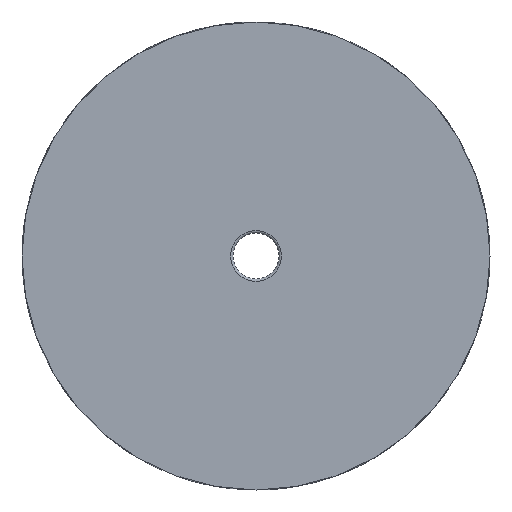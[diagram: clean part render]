
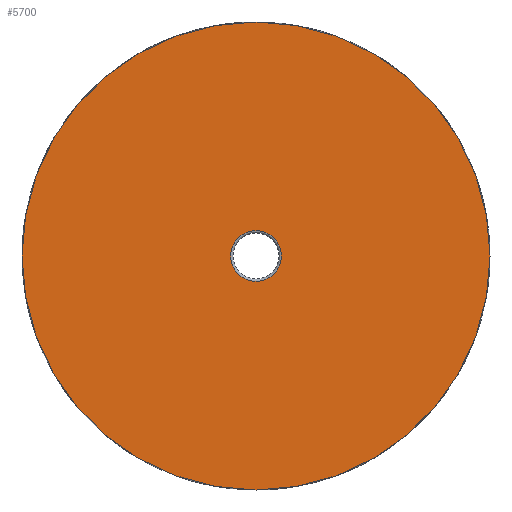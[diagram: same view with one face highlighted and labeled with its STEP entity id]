
A CAD part, front view. The second image highlights one B-rep face of the part: STEP entity #5700.
In plain terms, the highlighted planar face has unit normal (0, -1, 0).
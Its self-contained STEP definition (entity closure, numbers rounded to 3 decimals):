
#348=FACE_BOUND('',#759,.T.);
#350=PLANE('',#6111);
#386=FACE_OUTER_BOUND('',#758,.T.);
#758=EDGE_LOOP('',(#3740));
#759=EDGE_LOOP('',(#3741));
#1919=CIRCLE('',#6109,3.3);
#1921=CIRCLE('',#6112,30.5);
#2122=VERTEX_POINT('',#6971);
#2123=VERTEX_POINT('',#6975);
#2741=EDGE_CURVE('',#2122,#2122,#1919,.T.);
#2743=EDGE_CURVE('',#2123,#2123,#1921,.T.);
#3740=ORIENTED_EDGE('',*,*,#2743,.F.);
#3741=ORIENTED_EDGE('',*,*,#2741,.F.);
#5700=ADVANCED_FACE('',(#386,#348),#350,.T.);
#6109=AXIS2_PLACEMENT_3D('',#6972,#6400,#6401);
#6111=AXIS2_PLACEMENT_3D('',#6974,#6404,#6405);
#6112=AXIS2_PLACEMENT_3D('',#6976,#6406,#6407);
#6400=DIRECTION('center_axis',(0.,-1.,0.));
#6401=DIRECTION('ref_axis',(1.,0.,0.));
#6404=DIRECTION('center_axis',(0.,-1.,0.));
#6405=DIRECTION('ref_axis',(0.,0.,-1.));
#6406=DIRECTION('center_axis',(0.,1.,0.));
#6407=DIRECTION('ref_axis',(1.,0.,0.));
#6971=CARTESIAN_POINT('',(0.,0.,-3.3));
#6972=CARTESIAN_POINT('Origin',(0.,0.,0.));
#6974=CARTESIAN_POINT('Origin',(-30.5,0.,0.));
#6975=CARTESIAN_POINT('',(30.5,0.,0.));
#6976=CARTESIAN_POINT('Origin',(0.,0.,0.));
